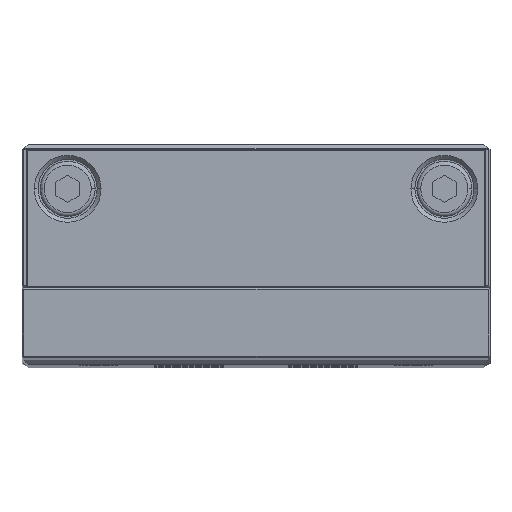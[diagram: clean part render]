
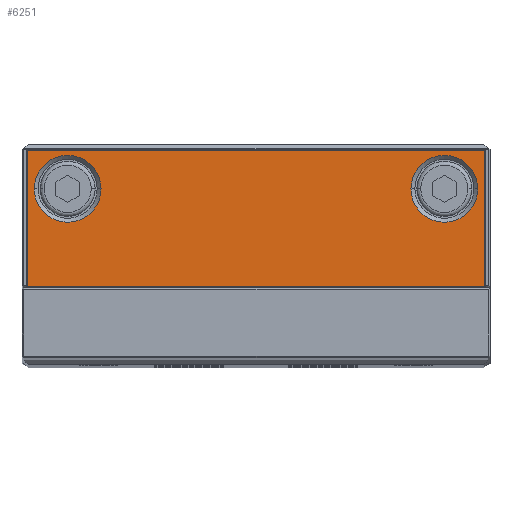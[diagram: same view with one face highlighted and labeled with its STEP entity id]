
A CAD part, top view. The second image highlights one B-rep face of the part: STEP entity #6251.
In plain terms, the highlighted planar face has unit normal (0, 0, 1).
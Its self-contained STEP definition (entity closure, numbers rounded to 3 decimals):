
#4561=FACE_BOUND('',#9568,.T.);
#4562=FACE_BOUND('',#9569,.T.);
#4563=FACE_BOUND('',#9570,.T.);
#4914=PLANE('',#32709);
#6251=ADVANCED_FACE('',(#4561,#4562,#4563),#4914,.T.);
#9568=EDGE_LOOP('',(#17195,#17196,#17197,#17198));
#9569=EDGE_LOOP('',(#17199,#17200));
#9570=EDGE_LOOP('',(#17201,#17202));
#11453=LINE('',#42610,#14274);
#11454=LINE('',#42613,#14275);
#11455=LINE('',#42615,#14276);
#11456=LINE('',#42617,#14277);
#14274=VECTOR('',#35148,1.);
#14275=VECTOR('',#35149,1.);
#14276=VECTOR('',#35150,1.);
#14277=VECTOR('',#35151,1.);
#17195=ORIENTED_EDGE('',*,*,#27809,.T.);
#17196=ORIENTED_EDGE('',*,*,#27810,.T.);
#17197=ORIENTED_EDGE('',*,*,#27811,.T.);
#17198=ORIENTED_EDGE('',*,*,#27812,.T.);
#17199=ORIENTED_EDGE('',*,*,#27735,.T.);
#17200=ORIENTED_EDGE('',*,*,#27808,.T.);
#17201=ORIENTED_EDGE('',*,*,#27739,.T.);
#17202=ORIENTED_EDGE('',*,*,#27807,.T.);
#25143=VERTEX_POINT('',#42456);
#25144=VERTEX_POINT('',#42458);
#25147=VERTEX_POINT('',#42465);
#25148=VERTEX_POINT('',#42467);
#25189=VERTEX_POINT('',#42611);
#25190=VERTEX_POINT('',#42612);
#25191=VERTEX_POINT('',#42614);
#25192=VERTEX_POINT('',#42616);
#27735=EDGE_CURVE('',#25144,#25143,#31781,.T.);
#27739=EDGE_CURVE('',#25148,#25147,#31783,.T.);
#27807=EDGE_CURVE('',#25147,#25148,#31806,.T.);
#27808=EDGE_CURVE('',#25143,#25144,#31807,.T.);
#27809=EDGE_CURVE('',#25189,#25190,#11453,.T.);
#27810=EDGE_CURVE('',#25190,#25191,#11454,.T.);
#27811=EDGE_CURVE('',#25191,#25192,#11455,.T.);
#27812=EDGE_CURVE('',#25192,#25189,#11456,.T.);
#31781=CIRCLE('',#32648,4.25);
#31783=CIRCLE('',#32651,4.25);
#31806=CIRCLE('',#32705,4.25);
#31807=CIRCLE('',#32707,4.25);
#32648=AXIS2_PLACEMENT_3D('',#42457,#34979,#34980);
#32651=AXIS2_PLACEMENT_3D('',#42466,#34987,#34988);
#32705=AXIS2_PLACEMENT_3D('',#42606,#35140,#35141);
#32707=AXIS2_PLACEMENT_3D('',#42608,#35144,#35145);
#32709=AXIS2_PLACEMENT_3D('',#42618,#35152,#35153);
#34979=DIRECTION('',(0.,0.,-1.));
#34980=DIRECTION('',(1.,0.,0.));
#34987=DIRECTION('',(0.,0.,-1.));
#34988=DIRECTION('',(1.,0.,0.));
#35140=DIRECTION('',(0.,0.,-1.));
#35141=DIRECTION('',(1.,0.,0.));
#35144=DIRECTION('',(0.,0.,-1.));
#35145=DIRECTION('',(1.,0.,0.));
#35148=DIRECTION('',(0.,-1.,0.));
#35149=DIRECTION('',(1.,0.,0.));
#35150=DIRECTION('',(0.,1.,0.));
#35151=DIRECTION('',(-1.,0.,0.));
#35152=DIRECTION('',(0.,0.,1.));
#35153=DIRECTION('',(1.,0.,0.));
#42456=CARTESIAN_POINT('',(19.7,22.2,195.5));
#42457=CARTESIAN_POINT('',(23.95,22.2,195.5));
#42458=CARTESIAN_POINT('',(28.2,22.2,195.5));
#42465=CARTESIAN_POINT('',(-28.2,22.2,195.5));
#42466=CARTESIAN_POINT('',(-23.95,22.2,195.5));
#42467=CARTESIAN_POINT('',(-19.7,22.2,195.5));
#42606=CARTESIAN_POINT('',(-23.95,22.2,195.5));
#42608=CARTESIAN_POINT('',(23.95,22.2,195.5));
#42610=CARTESIAN_POINT('',(-29.1,9.7,195.5));
#42611=CARTESIAN_POINT('',(-29.1,27.1,195.5));
#42612=CARTESIAN_POINT('',(-29.1,9.8,195.5));
#42613=CARTESIAN_POINT('',(29.2,9.8,195.5));
#42614=CARTESIAN_POINT('',(29.1,9.8,195.5));
#42615=CARTESIAN_POINT('',(29.1,27.2,195.5));
#42616=CARTESIAN_POINT('',(29.1,27.1,195.5));
#42617=CARTESIAN_POINT('',(-29.2,27.1,195.5));
#42618=CARTESIAN_POINT('',(-29.2,9.7,195.5));
